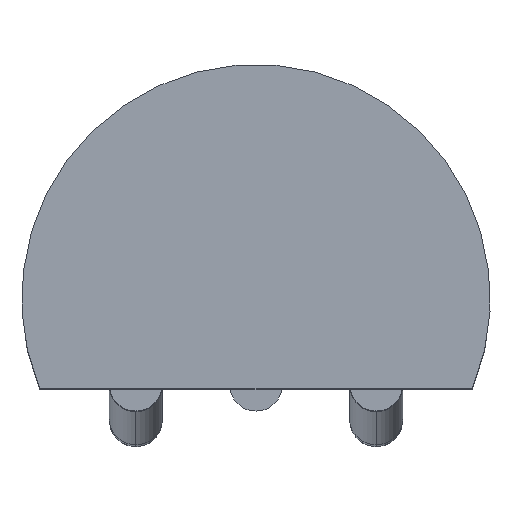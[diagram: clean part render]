
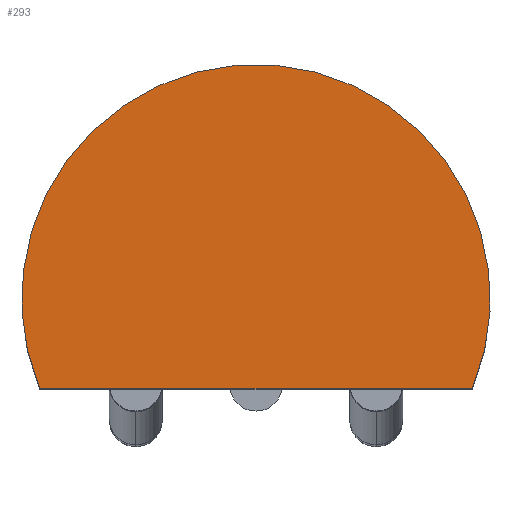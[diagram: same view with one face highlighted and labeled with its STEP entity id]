
A CAD part, top view. The second image highlights one B-rep face of the part: STEP entity #293.
In plain terms, the highlighted planar face has unit normal (0, 0, 1).
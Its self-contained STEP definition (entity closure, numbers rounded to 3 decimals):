
#212=CARTESIAN_POINT('',(3.556,0.318,2.921));
#211=VERTEX_POINT('',#212);
#222=CARTESIAN_POINT('',(-1.016,0.318,2.921));
#221=VERTEX_POINT('',#222);
#220=EDGE_CURVE('',#221,#211,#225,.T.);
#225=LINE('',#222,#227);
#227=VECTOR('',#228,4.572);
#228=DIRECTION('',(1.0,0.0,0.0));
#249=EDGE_CURVE($,#211,#221,#254,.T.);
#254=CIRCLE($,#255,2.477);
#256=CARTESIAN_POINT('',(1.27,1.27,2.921));
#255=AXIS2_PLACEMENT_3D($,#256,#257,#258);
#257=DIRECTION('',(0.0,0.0,1.0));
#258=DIRECTION('',(-1.0,0.0,0.0));
#293=ADVANCED_FACE($,(#299),#294,.T.);
#294=PLANE($,#295);
#295=AXIS2_PLACEMENT_3D($,#296,#297,#298);
#296=CARTESIAN_POINT('',(1.27,1.27,2.921));
#297=DIRECTION('',(0.,0.,1.));
#298=DIRECTION('',(1.,0.,0.));
#299=FACE_OUTER_BOUND($,#300,.T.);
#300=EDGE_LOOP($,(#301, #312));
#301=ORIENTED_EDGE('',*,*,#220,.T.);
#312=ORIENTED_EDGE('',*,*,#249,.T.);
